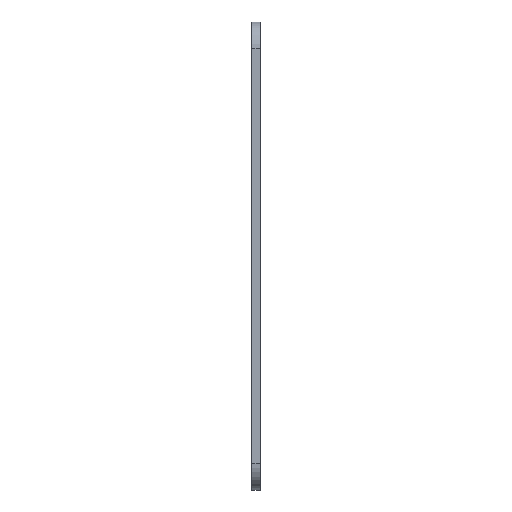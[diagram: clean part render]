
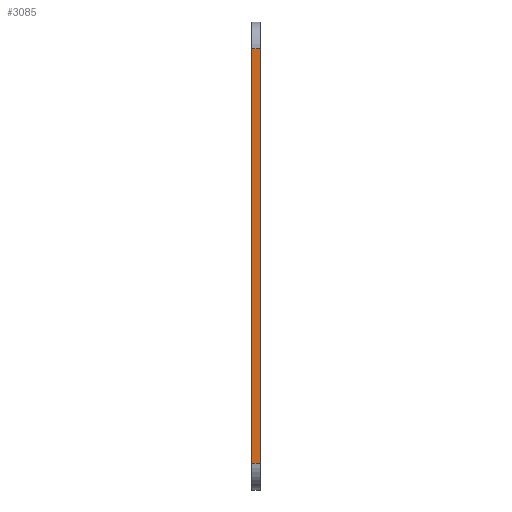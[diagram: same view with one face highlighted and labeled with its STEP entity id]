
A CAD part, left-side view. The second image highlights one B-rep face of the part: STEP entity #3085.
In plain terms, the highlighted planar face has unit normal (-1, 0, 0).
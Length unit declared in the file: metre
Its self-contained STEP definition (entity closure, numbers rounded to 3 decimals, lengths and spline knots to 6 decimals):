
#202=LINE('',#4301,#491);
#297=LINE('',#4804,#586);
#383=LINE('',#5064,#672);
#384=LINE('',#5065,#673);
#491=VECTOR('',#3521,1.);
#586=VECTOR('',#3738,1.);
#672=VECTOR('',#3994,1.);
#673=VECTOR('',#3995,1.);
#1370=ORIENTED_EDGE('',*,*,#2055,.F.);
#1371=ORIENTED_EDGE('',*,*,#1946,.F.);
#1372=ORIENTED_EDGE('',*,*,#2056,.F.);
#1373=ORIENTED_EDGE('',*,*,#1743,.F.);
#1743=EDGE_CURVE('',#2203,#2205,#202,.T.);
#1946=EDGE_CURVE('',#2407,#2397,#297,.T.);
#2055=EDGE_CURVE('',#2397,#2203,#383,.T.);
#2056=EDGE_CURVE('',#2205,#2407,#384,.T.);
#2203=VERTEX_POINT('',#4299);
#2205=VERTEX_POINT('',#4302);
#2397=VERTEX_POINT('',#4783);
#2407=VERTEX_POINT('',#4803);
#2662=EDGE_LOOP('',(#1370,#1371,#1372,#1373));
#2857=FACE_BOUND('',#2662,.T.);
#2974=PLANE('',#3359);
#3085=ADVANCED_FACE('',(#2857),#2974,.T.);
#3359=AXIS2_PLACEMENT_3D('',#5063,#3992,#3993);
#3521=DIRECTION('',(0.,0.,1.));
#3738=DIRECTION('',(0.,0.,-1.));
#3992=DIRECTION('',(-1.,0.,0.));
#3993=DIRECTION('',(0.,0.,1.));
#3994=DIRECTION('',(0.,1.,0.));
#3995=DIRECTION('',(0.,-1.,0.));
#4299=CARTESIAN_POINT('',(-0.015103,0.0015,-0.009775));
#4301=CARTESIAN_POINT('',(-0.015103,0.0015,0.0719));
#4302=CARTESIAN_POINT('',(-0.015103,0.0015,0.0669));
#4783=CARTESIAN_POINT('',(-0.015103,0.,-0.009775));
#4803=CARTESIAN_POINT('',(-0.015103,0.,0.0669));
#4804=CARTESIAN_POINT('',(-0.015103,0.,0.0719));
#5063=CARTESIAN_POINT('',(-0.015103,0.,-0.014775));
#5064=CARTESIAN_POINT('',(-0.015103,0.,-0.009775));
#5065=CARTESIAN_POINT('',(-0.015103,0.,0.0669));
